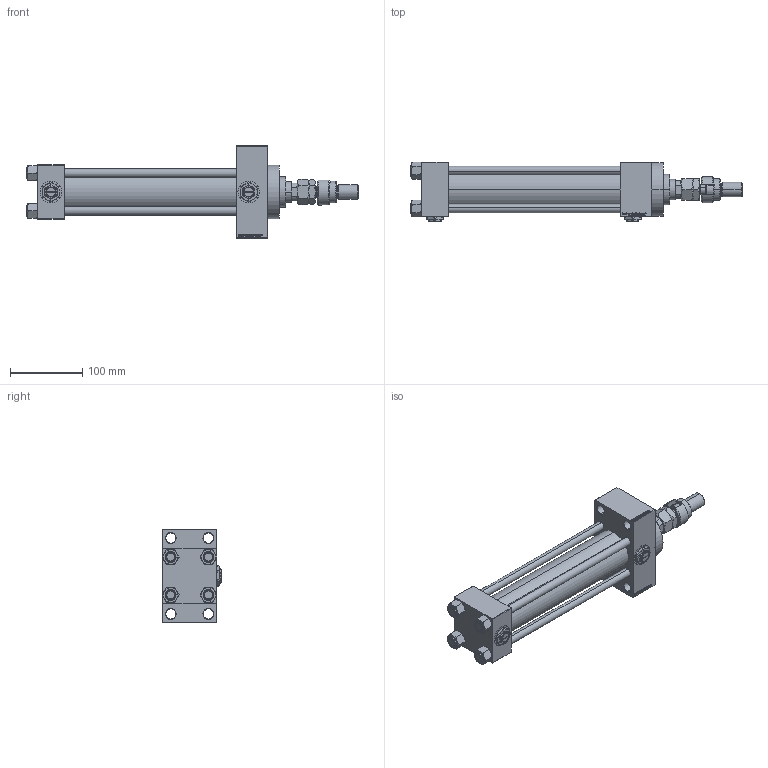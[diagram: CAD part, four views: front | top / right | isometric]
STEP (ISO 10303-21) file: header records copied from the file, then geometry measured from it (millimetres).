
FILE_DESCRIPTION (( 'STEP AP203' ), '1' );
FILE_NAME ('d30c.STEP', '2023-08-23T13:53:44', ( '' ), ( '' ), 'SwSTEP 2.0', 'SolidWorks 2019', '' );
FILE_SCHEMA (( 'CONFIG_CONTROL_DESIGN' ));
Length unit declared in the file: millimetre
Products named in the file (10): NUT_M5_D e5244201328f037f55ec0f973bf658a7; V215_VC_A e5244201328f037f55ec0f973bf658a7; V215CR_D_Body e5244201328f037f55ec0f973bf658a7; FEMALE_PART_FOR_DFA e5244201328f037f55ec0f973bf658a7; DFA e5244201328f037f55ec0f973bf658a7; MFA e5244201328f037f55ec0f973bf658a7; Zatka_pro_OIL_PORT e5244201328f037f55ec0f973bf658a7; V215CR_VCP_D e5244201328f037f55ec0f973bf658a7; d30c; V215CR_D_TYCINKA e5244201328f037f55ec0f973bf658a7
Assembly tree (16 placements, depth 3):
  d30c
    V215CR_D_Body e5244201328f037f55ec0f973bf658a7
    V215CR_VCP_D e5244201328f037f55ec0f973bf658a7
    NUT_M5_D e5244201328f037f55ec0f973bf658a7  x4
    V215CR_D_TYCINKA e5244201328f037f55ec0f973bf658a7  x4
    V215_VC_A e5244201328f037f55ec0f973bf658a7
    DFA e5244201328f037f55ec0f973bf658a7
      FEMALE_PART_FOR_DFA e5244201328f037f55ec0f973bf658a7
      MFA e5244201328f037f55ec0f973bf658a7
    Zatka_pro_OIL_PORT e5244201328f037f55ec0f973bf658a7  x2
Bounding box: 459 x 82.27 x 128 mm (x, y, z)
Volume: 1141964.4 mm3; surface area: 289265.3 mm2
Topology: 15 solids, 15 shells, 1290 faces, 3166 edges, 2025 vertices
Faces by surface type: plane 573, bspline 368, cone 224, cylinder 113, torus 12
Entity records: 52118 total; most frequent: CARTESIAN_POINT 26450, ORIENTED_EDGE 5632, DIRECTION 3828, EDGE_CURVE 2816, VERTEX_POINT 1823, LINE 1610, VECTOR 1610, EDGE_LOOP 1269
